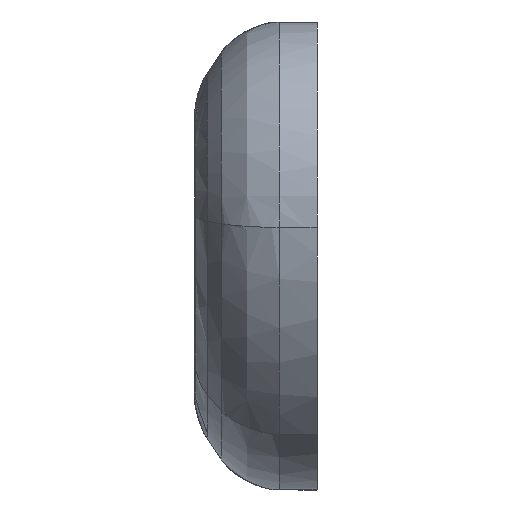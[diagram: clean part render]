
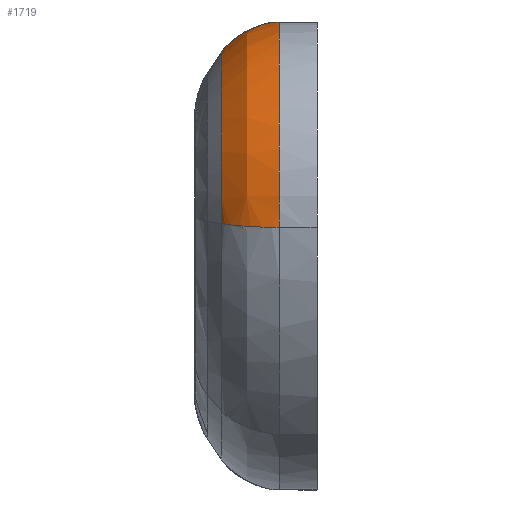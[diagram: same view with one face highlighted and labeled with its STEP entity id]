
A CAD part, left-side view. The second image highlights one B-rep face of the part: STEP entity #1719.
In plain terms, the highlighted free-form (B-spline) face has degree [5, 3] with [8, 7] control points.
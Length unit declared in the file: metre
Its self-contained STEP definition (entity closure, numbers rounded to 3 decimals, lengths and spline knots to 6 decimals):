
#31=B_SPLINE_SURFACE_WITH_KNOTS('',5,3,((#3358,#3359,#3360,#3361,#3362,
#3363,#3364),(#3365,#3366,#3367,#3368,#3369,#3370,#3371),(#3372,#3373,#3374,
#3375,#3376,#3377,#3378),(#3379,#3380,#3381,#3382,#3383,#3384,#3385),(#3386,
#3387,#3388,#3389,#3390,#3391,#3392),(#3393,#3394,#3395,#3396,#3397,#3398,
#3399),(#3400,#3401,#3402,#3403,#3404,#3405,#3406),(#3407,#3408,#3409,#3410,
#3411,#3412,#3413)),.UNSPECIFIED.,.F.,.F.,.F.,(6,2,6),(4,1,1,1,4),(0.,0.5,
1.),(1.570796,1.993253,2.415711,2.838168,
3.260625),.UNSPECIFIED.);
#87=B_SPLINE_CURVE_WITH_KNOTS('',3,(#2533,#2534,#2535,#2536,#2537,#2538,
#2539),.UNSPECIFIED.,.F.,.F.,(4,1,1,1,4),(0.,0.25,0.5,0.75,1.),
 .UNSPECIFIED.);
#124=B_SPLINE_CURVE_WITH_KNOTS('',3,(#2803,#2804,#2805,#2806,#2807,#2808,
#2809),.UNSPECIFIED.,.F.,.F.,(4,1,1,1,4),(0.,0.25,0.5,0.75,1.),
 .UNSPECIFIED.);
#168=B_SPLINE_CURVE_WITH_KNOTS('',3,(#3304,#3305,#3306,#3307,#3308,#3309,
#3310,#3311,#3312,#3313,#3314),.UNSPECIFIED.,.F.,.F.,(4,1,1,1,1,1,1,1,4),
(0.,0.125,0.25,0.375,0.5,0.625,0.75,0.875,1.),.UNSPECIFIED.);
#170=B_SPLINE_CURVE_WITH_KNOTS('',3,(#3414,#3415,#3416,#3417,#3418,#3419,
#3420,#3421,#3422,#3423,#3424),.UNSPECIFIED.,.F.,.F.,(4,1,1,1,1,1,1,1,4),
(0.,0.125,0.25,0.375,0.5,0.625,0.75,0.875,1.),.UNSPECIFIED.);
#645=ORIENTED_EDGE('',*,*,#1028,.T.);
#646=ORIENTED_EDGE('',*,*,#921,.F.);
#647=ORIENTED_EDGE('',*,*,#1030,.F.);
#648=ORIENTED_EDGE('',*,*,#980,.F.);
#921=EDGE_CURVE('',#1151,#1148,#87,.T.);
#980=EDGE_CURVE('',#1194,#1198,#124,.T.);
#1028=EDGE_CURVE('',#1194,#1148,#168,.F.);
#1030=EDGE_CURVE('',#1198,#1151,#170,.F.);
#1148=VERTEX_POINT('',#2515);
#1151=VERTEX_POINT('',#2531);
#1194=VERTEX_POINT('',#2774);
#1198=VERTEX_POINT('',#2810);
#1384=EDGE_LOOP('',(#645,#646,#647,#648));
#1551=FACE_BOUND('',#1384,.T.);
#1719=ADVANCED_FACE('',(#1551),#31,.T.);
#2515=CARTESIAN_POINT('',(-0.0276,0.067427,0.019562));
#2531=CARTESIAN_POINT('',(-0.011902,0.067433,0.037249));
#2533=CARTESIAN_POINT('',(-0.011902,0.067433,0.037249));
#2534=CARTESIAN_POINT('',(-0.014128,0.067432,0.037249));
#2535=CARTESIAN_POINT('',(-0.01858,0.067431,0.036294));
#2536=CARTESIAN_POINT('',(-0.024084,0.067428,0.03225));
#2537=CARTESIAN_POINT('',(-0.027445,0.067427,0.026305));
#2538=CARTESIAN_POINT('',(-0.027864,0.067427,0.021772));
#2539=CARTESIAN_POINT('',(-0.0276,0.067427,0.019562));
#2774=CARTESIAN_POINT('',(-0.024949,0.07242,0.019879));
#2803=CARTESIAN_POINT('',(-0.024949,0.07242,0.019879));
#2804=CARTESIAN_POINT('',(-0.025169,0.07242,0.021716));
#2805=CARTESIAN_POINT('',(-0.02482,0.07242,0.025483));
#2806=CARTESIAN_POINT('',(-0.022027,0.072421,0.030423));
#2807=CARTESIAN_POINT('',(-0.017453,0.072423,0.033784));
#2808=CARTESIAN_POINT('',(-0.013754,0.072425,0.034577));
#2809=CARTESIAN_POINT('',(-0.011904,0.072426,0.034577));
#2810=CARTESIAN_POINT('',(-0.011904,0.072426,0.034577));
#3304=CARTESIAN_POINT('',(-0.0276,0.067427,0.019561));
#3305=CARTESIAN_POINT('',(-0.0276,0.067587,0.019561));
#3306=CARTESIAN_POINT('',(-0.027596,0.067917,0.019562));
#3307=CARTESIAN_POINT('',(-0.027466,0.068591,0.019578));
#3308=CARTESIAN_POINT('',(-0.027197,0.069399,0.01961));
#3309=CARTESIAN_POINT('',(-0.02682,0.070217,0.019655));
#3310=CARTESIAN_POINT('',(-0.026354,0.070987,0.019711));
#3311=CARTESIAN_POINT('',(-0.025836,0.071662,0.019773));
#3312=CARTESIAN_POINT('',(-0.025352,0.072145,0.019831));
#3313=CARTESIAN_POINT('',(-0.025082,0.072331,0.019863));
#3314=CARTESIAN_POINT('',(-0.024949,0.07242,0.019879));
#3358=CARTESIAN_POINT('',(-0.011902,0.067433,0.037249));
#3359=CARTESIAN_POINT('',(-0.014128,0.067432,0.037249));
#3360=CARTESIAN_POINT('',(-0.01858,0.067431,0.036294));
#3361=CARTESIAN_POINT('',(-0.024084,0.067428,0.03225));
#3362=CARTESIAN_POINT('',(-0.027445,0.067427,0.026305));
#3363=CARTESIAN_POINT('',(-0.027864,0.067427,0.021772));
#3364=CARTESIAN_POINT('',(-0.0276,0.067427,0.019562));
#3365=CARTESIAN_POINT('',(-0.011902,0.067819,0.037249));
#3366=CARTESIAN_POINT('',(-0.014129,0.067818,0.037249));
#3367=CARTESIAN_POINT('',(-0.01858,0.067816,0.036294));
#3368=CARTESIAN_POINT('',(-0.024084,0.067814,0.03225));
#3369=CARTESIAN_POINT('',(-0.027445,0.067812,0.026305));
#3370=CARTESIAN_POINT('',(-0.027865,0.067812,0.021772));
#3371=CARTESIAN_POINT('',(-0.0276,0.067812,0.019562));
#3372=CARTESIAN_POINT('',(-0.011903,0.068204,0.037249));
#3373=CARTESIAN_POINT('',(-0.014129,0.068203,0.037249));
#3374=CARTESIAN_POINT('',(-0.01858,0.068201,0.036294));
#3375=CARTESIAN_POINT('',(-0.024084,0.068199,0.03225));
#3376=CARTESIAN_POINT('',(-0.027445,0.068198,0.026305));
#3377=CARTESIAN_POINT('',(-0.027865,0.068197,0.021772));
#3378=CARTESIAN_POINT('',(-0.0276,0.068197,0.019562));
#3379=CARTESIAN_POINT('',(-0.011903,0.069621,0.036857));
#3380=CARTESIAN_POINT('',(-0.014074,0.06962,0.036857));
#3381=CARTESIAN_POINT('',(-0.018415,0.069619,0.035926));
#3382=CARTESIAN_POINT('',(-0.023782,0.069616,0.031982));
#3383=CARTESIAN_POINT('',(-0.027061,0.069615,0.026185));
#3384=CARTESIAN_POINT('',(-0.02747,0.069615,0.021764));
#3385=CARTESIAN_POINT('',(-0.027212,0.069615,0.019608));
#3386=CARTESIAN_POINT('',(-0.011904,0.070886,0.03618));
#3387=CARTESIAN_POINT('',(-0.013979,0.070885,0.03618));
#3388=CARTESIAN_POINT('',(-0.01813,0.070883,0.03529));
#3389=CARTESIAN_POINT('',(-0.023262,0.070881,0.03152));
#3390=CARTESIAN_POINT('',(-0.026396,0.07088,0.025976));
#3391=CARTESIAN_POINT('',(-0.026787,0.07088,0.02175));
#3392=CARTESIAN_POINT('',(-0.02654,0.07088,0.019689));
#3393=CARTESIAN_POINT('',(-0.011904,0.071998,0.035218));
#3394=CARTESIAN_POINT('',(-0.013844,0.071997,0.035218));
#3395=CARTESIAN_POINT('',(-0.017724,0.071996,0.034386));
#3396=CARTESIAN_POINT('',(-0.022521,0.071994,0.030862));
#3397=CARTESIAN_POINT('',(-0.025451,0.071993,0.02568));
#3398=CARTESIAN_POINT('',(-0.025816,0.071992,0.021729));
#3399=CARTESIAN_POINT('',(-0.025586,0.071992,0.019803));
#3400=CARTESIAN_POINT('',(-0.011904,0.072212,0.034898));
#3401=CARTESIAN_POINT('',(-0.013799,0.072211,0.034898));
#3402=CARTESIAN_POINT('',(-0.017589,0.07221,0.034085));
#3403=CARTESIAN_POINT('',(-0.022274,0.072208,0.030643));
#3404=CARTESIAN_POINT('',(-0.025136,0.072206,0.025582));
#3405=CARTESIAN_POINT('',(-0.025493,0.072206,0.021723));
#3406=CARTESIAN_POINT('',(-0.025267,0.072206,0.019841));
#3407=CARTESIAN_POINT('',(-0.011904,0.072426,0.034577));
#3408=CARTESIAN_POINT('',(-0.013754,0.072425,0.034577));
#3409=CARTESIAN_POINT('',(-0.017453,0.072423,0.033784));
#3410=CARTESIAN_POINT('',(-0.022027,0.072421,0.030423));
#3411=CARTESIAN_POINT('',(-0.02482,0.07242,0.025483));
#3412=CARTESIAN_POINT('',(-0.025169,0.07242,0.021716));
#3413=CARTESIAN_POINT('',(-0.024949,0.07242,0.019879));
#3414=CARTESIAN_POINT('',(-0.011902,0.067433,0.037249));
#3415=CARTESIAN_POINT('',(-0.011902,0.067594,0.037249));
#3416=CARTESIAN_POINT('',(-0.011902,0.067923,0.037245));
#3417=CARTESIAN_POINT('',(-0.011903,0.068597,0.037114));
#3418=CARTESIAN_POINT('',(-0.011903,0.069406,0.036842));
#3419=CARTESIAN_POINT('',(-0.011903,0.070224,0.036462));
#3420=CARTESIAN_POINT('',(-0.011904,0.070993,0.035992));
#3421=CARTESIAN_POINT('',(-0.011904,0.071668,0.03547));
#3422=CARTESIAN_POINT('',(-0.011904,0.072151,0.034982));
#3423=CARTESIAN_POINT('',(-0.011904,0.072337,0.034711));
#3424=CARTESIAN_POINT('',(-0.011904,0.072426,0.034577));
